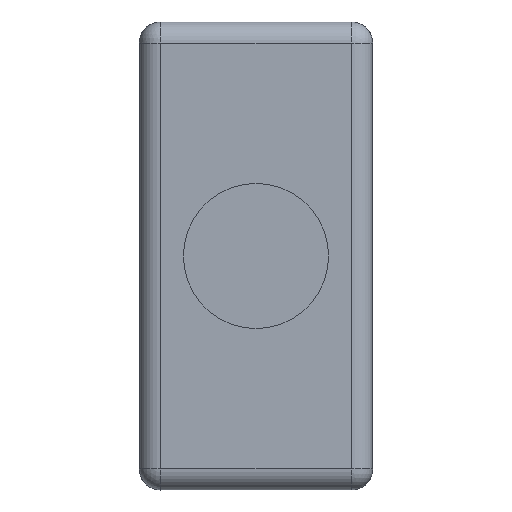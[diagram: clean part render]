
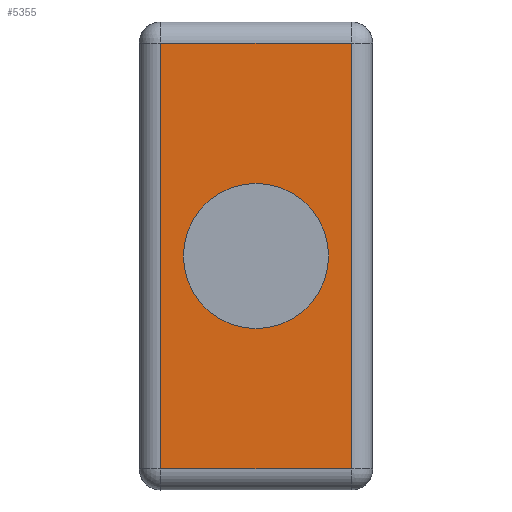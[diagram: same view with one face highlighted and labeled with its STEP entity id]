
A CAD part, left-side view. The second image highlights one B-rep face of the part: STEP entity #5355.
In plain terms, the highlighted planar face has unit normal (-1, 0, 0).
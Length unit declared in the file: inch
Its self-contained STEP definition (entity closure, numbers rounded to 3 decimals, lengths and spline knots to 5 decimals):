
#178 = FACE_BOUND ( 'NONE', #2648, .T. ) ;
#286 = CIRCLE ( 'NONE', #2170, 0.154 ) ;
#645 = CARTESIAN_POINT ( 'NONE',  ( 0., 0.045, -0.4515 ) ) ;
#761 = EDGE_CURVE ( 'NONE', #904, #4698, #4771, .T. ) ;
#786 = EDGE_CURVE ( 'NONE', #1795, #3906, #4331, .T. ) ;
#849 = CARTESIAN_POINT ( 'NONE',  ( 0., 0.45, 0.4515 ) ) ;
#863 = CARTESIAN_POINT ( 'NONE',  ( 0., 0.2475, 0.154 ) ) ;
#883 = EDGE_LOOP ( 'NONE', ( #2910, #3195, #2605, #2482 ) ) ;
#904 = VERTEX_POINT ( 'NONE', #3746 ) ;
#1105 = DIRECTION ( 'NONE',  ( 0., 0., -1. ) ) ;
#1195 = DIRECTION ( 'NONE',  ( 0., 0., 1. ) ) ;
#1209 = CARTESIAN_POINT ( 'NONE',  ( 0., 0.2475, 0. ) ) ;
#1263 = CIRCLE ( 'NONE', #1821, 0.154 ) ;
#1329 = AXIS2_PLACEMENT_3D ( 'NONE', #5593, #3339, #1105 ) ;
#1472 = VERTEX_POINT ( 'NONE', #4730 ) ;
#1534 = ORIENTED_EDGE ( 'NONE', *, *, #2061, .F. ) ;
#1615 = DIRECTION ( 'NONE',  ( -1., 0., 0. ) ) ;
#1795 = VERTEX_POINT ( 'NONE', #4927 ) ;
#1799 = VECTOR ( 'NONE', #4801, 39.37008 ) ;
#1821 = AXIS2_PLACEMENT_3D ( 'NONE', #3469, #5264, #2050 ) ;
#1994 = CARTESIAN_POINT ( 'NONE',  ( 0., 0.2475, 0.4515 ) ) ;
#2050 = DIRECTION ( 'NONE',  ( 0., 0., -1. ) ) ;
#2061 = EDGE_CURVE ( 'NONE', #2455, #1472, #1263, .T. ) ;
#2090 = VECTOR ( 'NONE', #1195, 39.37008 ) ;
#2104 = DIRECTION ( 'NONE',  ( 0., 0., -1. ) ) ;
#2170 = AXIS2_PLACEMENT_3D ( 'NONE', #1209, #1615, #3006 ) ;
#2217 = EDGE_CURVE ( 'NONE', #3906, #904, #5783, .T. ) ;
#2455 = VERTEX_POINT ( 'NONE', #863 ) ;
#2482 = ORIENTED_EDGE ( 'NONE', *, *, #2217, .F. ) ;
#2555 = LINE ( 'NONE', #1994, #1799 ) ;
#2605 = ORIENTED_EDGE ( 'NONE', *, *, #761, .F. ) ;
#2648 = EDGE_LOOP ( 'NONE', ( #1534, #3386 ) ) ;
#2910 = ORIENTED_EDGE ( 'NONE', *, *, #786, .F. ) ;
#3006 = DIRECTION ( 'NONE',  ( 0., 0., -1. ) ) ;
#3195 = ORIENTED_EDGE ( 'NONE', *, *, #4570, .F. ) ;
#3339 = DIRECTION ( 'NONE',  ( 1., 0., 0. ) ) ;
#3386 = ORIENTED_EDGE ( 'NONE', *, *, #5453, .F. ) ;
#3469 = CARTESIAN_POINT ( 'NONE',  ( 0., 0.2475, 0. ) ) ;
#3746 = CARTESIAN_POINT ( 'NONE',  ( 0., 0.45, -0.4515 ) ) ;
#3794 = PLANE ( 'NONE',  #1329 ) ;
#3805 = VECTOR ( 'NONE', #2104, 39.37008 ) ;
#3906 = VERTEX_POINT ( 'NONE', #645 ) ;
#4150 = DIRECTION ( 'NONE',  ( 0., 1., 0. ) ) ;
#4241 = FACE_OUTER_BOUND ( 'NONE', #883, .T. ) ;
#4331 = LINE ( 'NONE', #5722, #3805 ) ;
#4483 = CARTESIAN_POINT ( 'NONE',  ( 0., 0.2475, -0.4515 ) ) ;
#4570 = EDGE_CURVE ( 'NONE', #4698, #1795, #2555, .T. ) ;
#4698 = VERTEX_POINT ( 'NONE', #849 ) ;
#4730 = CARTESIAN_POINT ( 'NONE',  ( 0., 0.2475, -0.154 ) ) ;
#4771 = LINE ( 'NONE', #5290, #2090 ) ;
#4801 = DIRECTION ( 'NONE',  ( 0., -1., 0. ) ) ;
#4927 = CARTESIAN_POINT ( 'NONE',  ( 0., 0.045, 0.4515 ) ) ;
#5219 = VECTOR ( 'NONE', #4150, 39.37008 ) ;
#5264 = DIRECTION ( 'NONE',  ( -1., 0., 0. ) ) ;
#5290 = CARTESIAN_POINT ( 'NONE',  ( 0., 0.45, -0.24825 ) ) ;
#5355 = ADVANCED_FACE ( 'NONE', ( #4241, #178 ), #3794, .F. ) ;
#5453 = EDGE_CURVE ( 'NONE', #1472, #2455, #286, .T. ) ;
#5593 = CARTESIAN_POINT ( 'NONE',  ( 0., 0.2475, -0.24825 ) ) ;
#5722 = CARTESIAN_POINT ( 'NONE',  ( 0., 0.045, -0.37238 ) ) ;
#5783 = LINE ( 'NONE', #4483, #5219 ) ;
